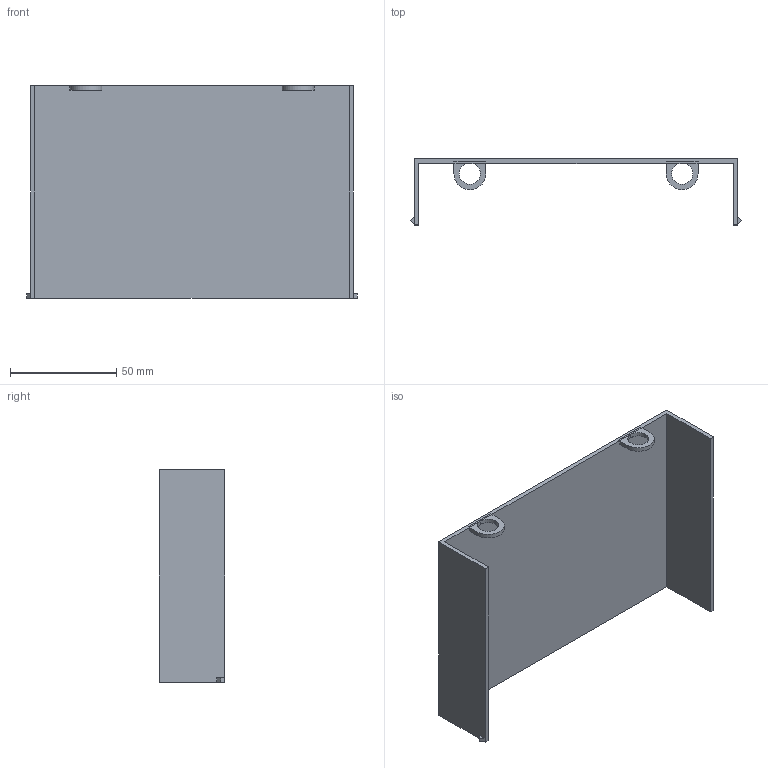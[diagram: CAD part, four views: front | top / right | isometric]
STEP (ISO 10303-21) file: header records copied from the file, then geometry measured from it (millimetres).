
FILE_DESCRIPTION(('FreeCAD Model'),'2;1');
FILE_NAME('Open CASCADE Shape Model','2024-12-05T14:04:52',(''),(''), 'Open CASCADE STEP processor 7.8','FreeCAD','Unknown');
FILE_SCHEMA(('AUTOMOTIVE_DESIGN { 1 0 10303 214 1 1 1 1 }'));
Length unit declared in the file: millimetre
Products named in the file (1): Guard3
Bounding box: 155.8 x 31 x 100 mm (x, y, z)
Volume: 42353.7 mm3; surface area: 43799.9 mm2
Topology: 1 solids, 1 shells, 38 faces, 102 edges, 61 vertices
Faces by surface type: plane 32, cylinder 6
Entity records: 2474 total; most frequent: CARTESIAN_POINT 399, DIRECTION 390, LINE 276, VECTOR 276, ORIENTED_EDGE 200, PCURVE 200, DEFINITIONAL_REPRESENTATION 200, EDGE_CURVE 100
